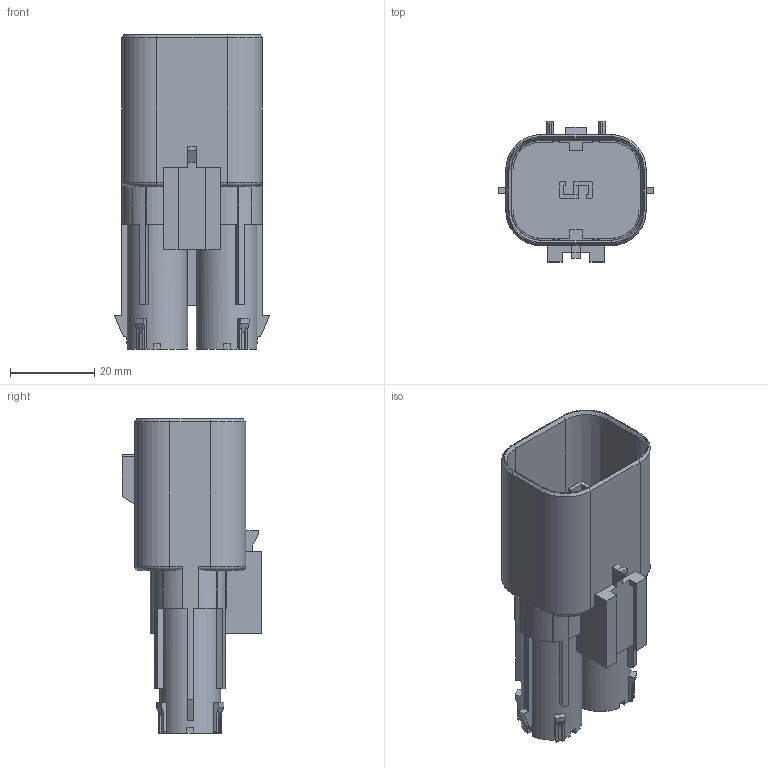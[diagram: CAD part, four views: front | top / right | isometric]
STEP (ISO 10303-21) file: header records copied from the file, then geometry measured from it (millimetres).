
FILE_DESCRIPTION(/* description */ (''),/* implementation_level */ '2;1');
FILE_NAME(/* name */ '35522025-ENV10_01-CONN.stp',/* time_stamp */ '2025-11-14T09:35:10+08:00',/* author */ (''),/* organization */ (''),/* preprocessor_version */ 'ST-DEVELOPER v20',/* originating_system */ 'SIEMENS PLM Software NX2312.4001',/* authorisation */ '');
FILE_SCHEMA (('AUTOMOTIVE_DESIGN { 1 0 10303 214 3 1 1 1 }'));
Length unit declared in the file: millimetre
Products named in the file (1): 35522025-ENV10_01-CONN
Bounding box: 36.88 x 33.15 x 74.6 mm (x, y, z)
Volume: 25984.1 mm3; surface area: 15867.8 mm2
Topology: 1 solids, 2 shells, 386 faces, 1110 edges, 726 vertices
Faces by surface type: plane 298, cylinder 59, cone 20, torus 5, bspline 4
Full cylindrical faces by diameter (mm): 14.4 x2
Entity records: 12765 total; most frequent: CARTESIAN_POINT 2561, ORIENTED_EDGE 2212, DIRECTION 2034, EDGE_CURVE 1106, LINE 838, VECTOR 838, VERTEX_POINT 724, AXIS2_PLACEMENT_3D 598
